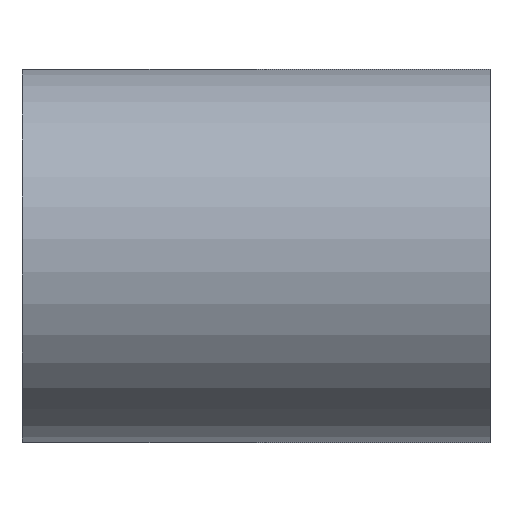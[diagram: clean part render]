
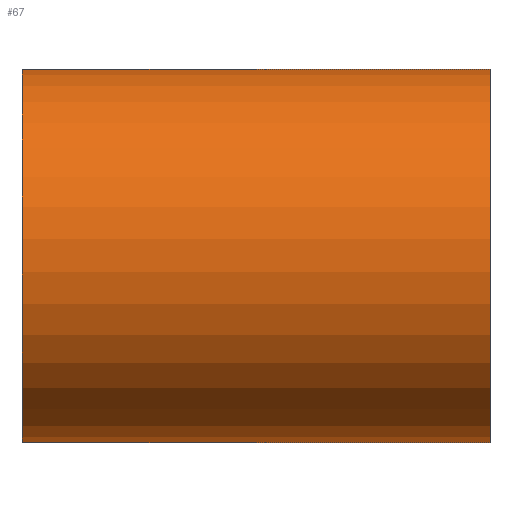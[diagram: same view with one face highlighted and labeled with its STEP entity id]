
A CAD part, top view. The second image highlights one B-rep face of the part: STEP entity #67.
In plain terms, the highlighted cylindrical face has radius 60 mm (diameter 120 mm), a full revolution.
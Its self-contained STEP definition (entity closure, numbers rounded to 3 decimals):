
#18=FACE_BOUND('',#27,.T.);
#19=B_SPLINE_CURVE_WITH_KNOTS('',3,(#123,#124,#125,#126,#127,#128,#129,
#130,#131,#132,#133,#134,#135,#136,#137,#138,#139,#140),.UNSPECIFIED.,.F.,
 .F.,(4,2,2,2,2,2,2,2,4),(0.,0.628,1.257,1.885,
2.514,3.14,3.766,4.392,5.018),
 .UNSPECIFIED.);
#20=B_SPLINE_CURVE_WITH_KNOTS('',3,(#141,#142,#143,#144,#145,#146,#147,
#148,#149,#150,#151,#152,#153,#154,#155,#156,#157,#158,#159,#160,#161,#162,
#163,#164,#165,#166,#167,#168,#169,#170,#171,#172,#173,#174,#175,#176,#177,
#178,#179,#180,#181,#182,#183,#184,#185,#186,#187,#188,#189,#190),
 .UNSPECIFIED.,.F.,.F.,(4,2,2,2,2,2,2,2,2,2,2,2,2,2,2,2,2,2,2,2,2,2,2,2,
4),(5.018,5.644,6.27,6.896,
7.522,8.15,8.779,9.407,10.035,
10.664,11.292,11.921,12.549,13.175,
13.801,14.427,15.053,15.679,16.305,
16.931,17.557,18.185,18.814,19.442,
20.071),.UNSPECIFIED.);
#21=FACE_OUTER_BOUND('',#26,.T.);
#26=EDGE_LOOP('',(#51,#52,#53,#54));
#27=EDGE_LOOP('',(#55,#56));
#32=LINE('',#119,#34);
#34=VECTOR('',#100,60.);
#36=CIRCLE('',#87,60.);
#37=CIRCLE('',#88,60.);
#39=VERTEX_POINT('',#116);
#40=VERTEX_POINT('',#118);
#41=VERTEX_POINT('',#121);
#42=VERTEX_POINT('',#122);
#44=EDGE_CURVE('',#39,#39,#36,.T.);
#45=EDGE_CURVE('',#39,#40,#32,.T.);
#46=EDGE_CURVE('',#40,#40,#37,.T.);
#47=EDGE_CURVE('',#41,#42,#19,.T.);
#48=EDGE_CURVE('',#42,#41,#20,.T.);
#51=ORIENTED_EDGE('',*,*,#44,.T.);
#52=ORIENTED_EDGE('',*,*,#45,.T.);
#53=ORIENTED_EDGE('',*,*,#46,.T.);
#54=ORIENTED_EDGE('',*,*,#45,.F.);
#55=ORIENTED_EDGE('',*,*,#47,.F.);
#56=ORIENTED_EDGE('',*,*,#48,.F.);
#65=CYLINDRICAL_SURFACE('',#86,60.);
#67=ADVANCED_FACE('',(#21,#18),#65,.T.);
#86=AXIS2_PLACEMENT_3D('',#115,#96,#97);
#87=AXIS2_PLACEMENT_3D('',#117,#98,#99);
#88=AXIS2_PLACEMENT_3D('',#120,#101,#102);
#96=DIRECTION('center_axis',(1.,0.,0.));
#97=DIRECTION('ref_axis',(0.,-0.707,0.707));
#98=DIRECTION('center_axis',(-1.,0.,0.));
#99=DIRECTION('ref_axis',(0.,0.707,0.707));
#100=DIRECTION('',(-1.,0.,0.));
#101=DIRECTION('center_axis',(1.,0.,0.));
#102=DIRECTION('ref_axis',(0.,-0.707,-0.707));
#115=CARTESIAN_POINT('Origin',(-660.897,-959.812,1174.063));
#116=CARTESIAN_POINT('',(-548.397,-917.386,1131.636));
#117=CARTESIAN_POINT('Origin',(-548.397,-959.812,1174.063));
#118=CARTESIAN_POINT('',(-698.397,-917.386,1131.636));
#119=CARTESIAN_POINT('',(-660.897,-917.386,1131.636));
#120=CARTESIAN_POINT('Origin',(-698.397,-959.812,1174.063));
#121=CARTESIAN_POINT('',(-623.397,-927.312,1123.627));
#122=CARTESIAN_POINT('',(-590.897,-959.812,1114.063));
#123=CARTESIAN_POINT('Ctrl Pts',(-623.397,-927.312,1123.627));
#124=CARTESIAN_POINT('Ctrl Pts',(-621.302,-927.312,1123.627));
#125=CARTESIAN_POINT('Ctrl Pts',(-619.155,-927.518,1123.493));
#126=CARTESIAN_POINT('Ctrl Pts',(-614.919,-928.363,1122.963));
#127=CARTESIAN_POINT('Ctrl Pts',(-612.829,-929.002,1122.568));
#128=CARTESIAN_POINT('Ctrl Pts',(-608.844,-930.672,1121.605));
#129=CARTESIAN_POINT('Ctrl Pts',(-606.946,-931.704,1121.038));
#130=CARTESIAN_POINT('Ctrl Pts',(-603.442,-934.072,1119.848));
#131=CARTESIAN_POINT('Ctrl Pts',(-601.837,-935.41,1119.228));
#132=CARTESIAN_POINT('Ctrl Pts',(-599.,-938.247,1118.051));
#133=CARTESIAN_POINT('Ctrl Pts',(-597.663,-939.849,1117.451));
#134=CARTESIAN_POINT('Ctrl Pts',(-595.292,-943.354,1116.335));
#135=CARTESIAN_POINT('Ctrl Pts',(-594.258,-945.256,1115.819));
#136=CARTESIAN_POINT('Ctrl Pts',(-592.585,-949.249,1114.965));
#137=CARTESIAN_POINT('Ctrl Pts',(-591.945,-951.343,1114.625));
#138=CARTESIAN_POINT('Ctrl Pts',(-591.101,-955.581,1114.174));
#139=CARTESIAN_POINT('Ctrl Pts',(-590.897,-957.725,1114.063));
#140=CARTESIAN_POINT('Ctrl Pts',(-590.897,-959.812,1114.063));
#141=CARTESIAN_POINT('Ctrl Pts',(-590.897,-959.812,1114.063));
#142=CARTESIAN_POINT('Ctrl Pts',(-590.897,-961.899,1114.063));
#143=CARTESIAN_POINT('Ctrl Pts',(-591.101,-964.043,1114.174));
#144=CARTESIAN_POINT('Ctrl Pts',(-591.945,-968.281,1114.625));
#145=CARTESIAN_POINT('Ctrl Pts',(-592.585,-970.375,1114.965));
#146=CARTESIAN_POINT('Ctrl Pts',(-594.258,-974.368,1115.819));
#147=CARTESIAN_POINT('Ctrl Pts',(-595.292,-976.27,1116.335));
#148=CARTESIAN_POINT('Ctrl Pts',(-597.663,-979.775,1117.451));
#149=CARTESIAN_POINT('Ctrl Pts',(-599.,-981.377,1118.051));
#150=CARTESIAN_POINT('Ctrl Pts',(-601.837,-984.214,1119.228));
#151=CARTESIAN_POINT('Ctrl Pts',(-603.442,-985.552,1119.848));
#152=CARTESIAN_POINT('Ctrl Pts',(-606.946,-987.921,1121.038));
#153=CARTESIAN_POINT('Ctrl Pts',(-608.844,-988.952,1121.605));
#154=CARTESIAN_POINT('Ctrl Pts',(-612.829,-990.622,1122.568));
#155=CARTESIAN_POINT('Ctrl Pts',(-614.919,-991.261,1122.963));
#156=CARTESIAN_POINT('Ctrl Pts',(-619.155,-992.106,1123.493));
#157=CARTESIAN_POINT('Ctrl Pts',(-621.302,-992.312,1123.627));
#158=CARTESIAN_POINT('Ctrl Pts',(-625.491,-992.312,1123.627));
#159=CARTESIAN_POINT('Ctrl Pts',(-627.638,-992.106,1123.493));
#160=CARTESIAN_POINT('Ctrl Pts',(-631.875,-991.261,1122.963));
#161=CARTESIAN_POINT('Ctrl Pts',(-633.965,-990.622,1122.568));
#162=CARTESIAN_POINT('Ctrl Pts',(-637.949,-988.952,1121.605));
#163=CARTESIAN_POINT('Ctrl Pts',(-639.848,-987.921,1121.038));
#164=CARTESIAN_POINT('Ctrl Pts',(-643.351,-985.552,1119.848));
#165=CARTESIAN_POINT('Ctrl Pts',(-644.956,-984.214,1119.228));
#166=CARTESIAN_POINT('Ctrl Pts',(-647.793,-981.377,1118.051));
#167=CARTESIAN_POINT('Ctrl Pts',(-649.13,-979.775,1117.451));
#168=CARTESIAN_POINT('Ctrl Pts',(-651.501,-976.27,1116.335));
#169=CARTESIAN_POINT('Ctrl Pts',(-652.535,-974.368,1115.819));
#170=CARTESIAN_POINT('Ctrl Pts',(-654.208,-970.375,1114.965));
#171=CARTESIAN_POINT('Ctrl Pts',(-654.848,-968.281,1114.625));
#172=CARTESIAN_POINT('Ctrl Pts',(-655.692,-964.043,1114.174));
#173=CARTESIAN_POINT('Ctrl Pts',(-655.897,-961.899,1114.063));
#174=CARTESIAN_POINT('Ctrl Pts',(-655.897,-957.725,1114.063));
#175=CARTESIAN_POINT('Ctrl Pts',(-655.692,-955.581,1114.174));
#176=CARTESIAN_POINT('Ctrl Pts',(-654.848,-951.343,1114.625));
#177=CARTESIAN_POINT('Ctrl Pts',(-654.208,-949.249,1114.965));
#178=CARTESIAN_POINT('Ctrl Pts',(-652.535,-945.256,1115.819));
#179=CARTESIAN_POINT('Ctrl Pts',(-651.501,-943.354,1116.335));
#180=CARTESIAN_POINT('Ctrl Pts',(-649.13,-939.849,1117.451));
#181=CARTESIAN_POINT('Ctrl Pts',(-647.793,-938.247,1118.051));
#182=CARTESIAN_POINT('Ctrl Pts',(-644.956,-935.41,1119.228));
#183=CARTESIAN_POINT('Ctrl Pts',(-643.351,-934.072,1119.848));
#184=CARTESIAN_POINT('Ctrl Pts',(-639.848,-931.704,1121.038));
#185=CARTESIAN_POINT('Ctrl Pts',(-637.949,-930.672,1121.605));
#186=CARTESIAN_POINT('Ctrl Pts',(-633.965,-929.002,1122.568));
#187=CARTESIAN_POINT('Ctrl Pts',(-631.875,-928.363,1122.963));
#188=CARTESIAN_POINT('Ctrl Pts',(-627.638,-927.518,1123.493));
#189=CARTESIAN_POINT('Ctrl Pts',(-625.491,-927.312,1123.627));
#190=CARTESIAN_POINT('Ctrl Pts',(-623.397,-927.312,1123.627));
